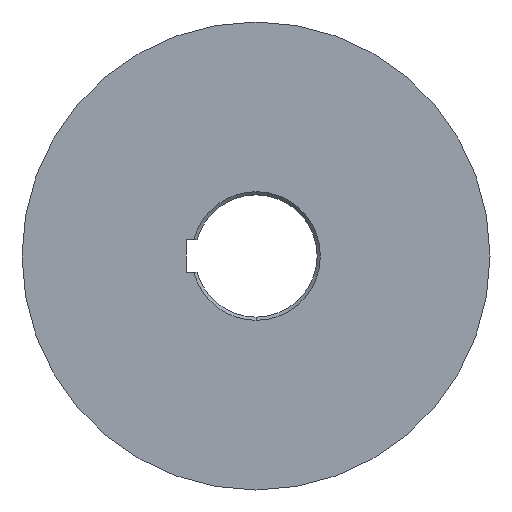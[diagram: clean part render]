
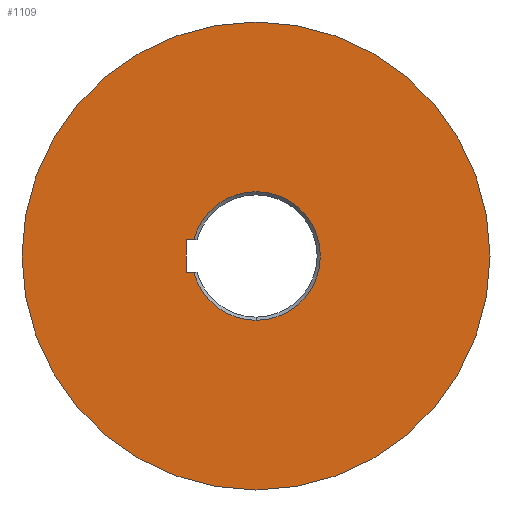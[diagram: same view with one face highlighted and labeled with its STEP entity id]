
A CAD part, left-side view. The second image highlights one B-rep face of the part: STEP entity #1109.
In plain terms, the highlighted planar face has unit normal (-1, 0, 0).
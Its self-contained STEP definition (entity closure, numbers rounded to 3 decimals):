
#32 = ORIENTED_EDGE ( 'NONE', *, *, #553, .T. ) ;
#44 = DIRECTION ( 'NONE',  ( 0., 0., 1. ) ) ;
#79 = VERTEX_POINT ( 'NONE', #387 ) ;
#95 = AXIS2_PLACEMENT_3D ( 'NONE', #182, #1027, #368 ) ;
#101 = DIRECTION ( 'NONE',  ( 0., 0., -1. ) ) ;
#119 = CARTESIAN_POINT ( 'NONE',  ( 0., 0., -72.75 ) ) ;
#122 = AXIS2_PLACEMENT_3D ( 'NONE', #1026, #561, #568 ) ;
#128 = DIRECTION ( 'NONE',  ( -1., 0., 0. ) ) ;
#133 = CARTESIAN_POINT ( 'NONE',  ( 0., 0., 0. ) ) ;
#138 = CARTESIAN_POINT ( 'NONE',  ( 0., 19.365, 5. ) ) ;
#152 = ORIENTED_EDGE ( 'NONE', *, *, #578, .T. ) ;
#162 = CIRCLE ( 'NONE', #843, 72.75 ) ;
#168 = EDGE_LOOP ( 'NONE', ( #152, #32 ) ) ;
#179 = EDGE_LOOP ( 'NONE', ( #195, #242, #1093, #912, #555, #248 ) ) ;
#182 = CARTESIAN_POINT ( 'NONE',  ( 0., 0., 0. ) ) ;
#186 = EDGE_CURVE ( 'NONE', #1086, #79, #844, .T. ) ;
#195 = ORIENTED_EDGE ( 'NONE', *, *, #852, .T. ) ;
#242 = ORIENTED_EDGE ( 'NONE', *, *, #1075, .T. ) ;
#248 = ORIENTED_EDGE ( 'NONE', *, *, #355, .F. ) ;
#299 = CARTESIAN_POINT ( 'NONE',  ( 0., 21.63, -5. ) ) ;
#329 = EDGE_CURVE ( 'NONE', #625, #523, #825, .T. ) ;
#336 = VECTOR ( 'NONE', #101, 1000. ) ;
#355 = EDGE_CURVE ( 'NONE', #1001, #625, #485, .T. ) ;
#364 = DIRECTION ( 'NONE',  ( 0., 1., 0. ) ) ;
#368 = DIRECTION ( 'NONE',  ( 0., 0., -1. ) ) ;
#387 = CARTESIAN_POINT ( 'NONE',  ( 0., 19.365, -5. ) ) ;
#425 = CARTESIAN_POINT ( 'NONE',  ( 0., 0., 0. ) ) ;
#439 = VECTOR ( 'NONE', #364, 1000. ) ;
#444 = VERTEX_POINT ( 'NONE', #1124 ) ;
#447 = EDGE_CURVE ( 'NONE', #523, #79, #999, .T. ) ;
#452 = CARTESIAN_POINT ( 'NONE',  ( 0., 18.33, -5. ) ) ;
#460 = VERTEX_POINT ( 'NONE', #119 ) ;
#466 = CARTESIAN_POINT ( 'NONE',  ( 0., 0., 20. ) ) ;
#476 = CARTESIAN_POINT ( 'NONE',  ( 0., 0., 0. ) ) ;
#481 = DIRECTION ( 'NONE',  ( 1., 0., 0. ) ) ;
#485 = LINE ( 'NONE', #911, #439 ) ;
#503 = DIRECTION ( 'NONE',  ( -1., 0., 0. ) ) ;
#523 = VERTEX_POINT ( 'NONE', #972 ) ;
#553 = EDGE_CURVE ( 'NONE', #460, #444, #162, .T. ) ;
#555 = ORIENTED_EDGE ( 'NONE', *, *, #329, .F. ) ;
#561 = DIRECTION ( 'NONE',  ( 1., 0., 0. ) ) ;
#568 = DIRECTION ( 'NONE',  ( 0., 0., -1. ) ) ;
#576 = DIRECTION ( 'NONE',  ( 0., -1., 0. ) ) ;
#578 = EDGE_CURVE ( 'NONE', #444, #460, #1162, .T. ) ;
#625 = VERTEX_POINT ( 'NONE', #897 ) ;
#733 = CARTESIAN_POINT ( 'NONE',  ( 0., 0., -20. ) ) ;
#749 = DIRECTION ( 'NONE',  ( 1., 0., 0. ) ) ;
#759 = CIRCLE ( 'NONE', #95, 20. ) ;
#823 = CIRCLE ( 'NONE', #122, 20. ) ;
#825 = LINE ( 'NONE', #299, #336 ) ;
#834 = PLANE ( 'NONE',  #1158 ) ;
#843 = AXIS2_PLACEMENT_3D ( 'NONE', #425, #128, #877 ) ;
#844 = CIRCLE ( 'NONE', #1030, 20. ) ;
#851 = DIRECTION ( 'NONE',  ( 0., 0., -1. ) ) ;
#852 = EDGE_CURVE ( 'NONE', #1001, #1081, #823, .T. ) ;
#865 = VECTOR ( 'NONE', #576, 1000. ) ;
#877 = DIRECTION ( 'NONE',  ( 0., 0., 1. ) ) ;
#881 = AXIS2_PLACEMENT_3D ( 'NONE', #133, #503, #44 ) ;
#897 = CARTESIAN_POINT ( 'NONE',  ( 0., 21.63, 5. ) ) ;
#911 = CARTESIAN_POINT ( 'NONE',  ( 0., 18.33, 5. ) ) ;
#912 = ORIENTED_EDGE ( 'NONE', *, *, #447, .F. ) ;
#924 = FACE_OUTER_BOUND ( 'NONE', #168, .T. ) ;
#972 = CARTESIAN_POINT ( 'NONE',  ( 0., 21.63, -5. ) ) ;
#999 = LINE ( 'NONE', #452, #865 ) ;
#1001 = VERTEX_POINT ( 'NONE', #138 ) ;
#1011 = FACE_BOUND ( 'NONE', #179, .T. ) ;
#1018 = CARTESIAN_POINT ( 'NONE',  ( 0., 19., 0. ) ) ;
#1026 = CARTESIAN_POINT ( 'NONE',  ( 0., 0., 0. ) ) ;
#1027 = DIRECTION ( 'NONE',  ( 1., 0., 0. ) ) ;
#1030 = AXIS2_PLACEMENT_3D ( 'NONE', #476, #481, #851 ) ;
#1075 = EDGE_CURVE ( 'NONE', #1081, #1086, #759, .T. ) ;
#1081 = VERTEX_POINT ( 'NONE', #466 ) ;
#1086 = VERTEX_POINT ( 'NONE', #733 ) ;
#1093 = ORIENTED_EDGE ( 'NONE', *, *, #186, .T. ) ;
#1109 = ADVANCED_FACE ( 'NONE', ( #1011, #924 ), #834, .F. ) ;
#1124 = CARTESIAN_POINT ( 'NONE',  ( 0., 0., 72.75 ) ) ;
#1158 = AXIS2_PLACEMENT_3D ( 'NONE', #1018, #749, #1191 ) ;
#1162 = CIRCLE ( 'NONE', #881, 72.75 ) ;
#1191 = DIRECTION ( 'NONE',  ( 0., 0., -1. ) ) ;
